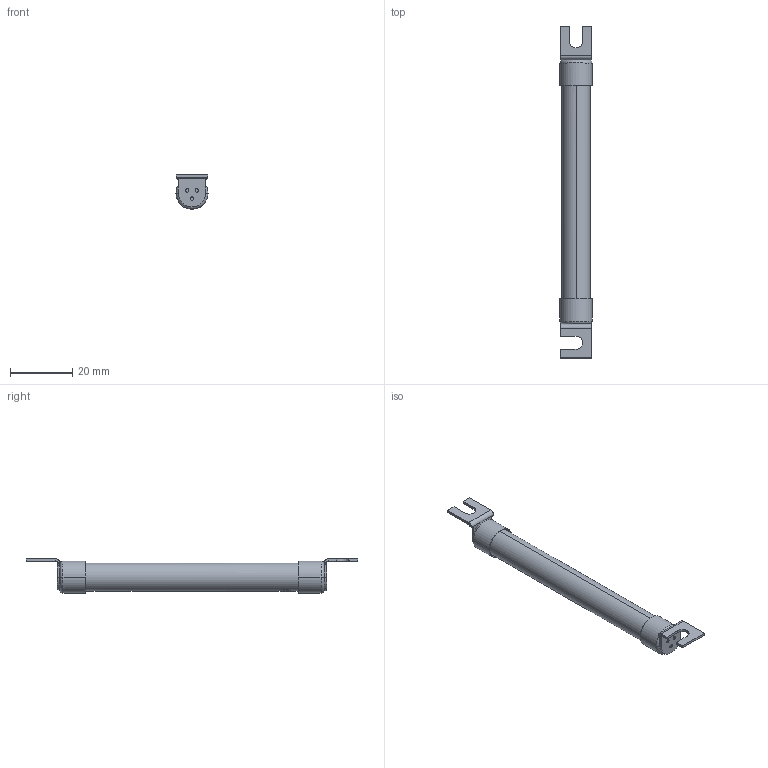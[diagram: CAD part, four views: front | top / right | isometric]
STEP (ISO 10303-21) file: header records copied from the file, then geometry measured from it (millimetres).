
FILE_DESCRIPTION((''),'2;1');
FILE_NAME('002625210_CH10X85_SU_GPV_2A-150_ASM','2022-01-05T07:33:25',('marketing.praksa'),('Audax d.o.o.'),'CREO PARAMETRIC BY PTC INC, 2021304','CREO PARAMETRIC BY PTC INC, 2021304','');
FILE_SCHEMA(('AP242_MANAGED_MODEL_BASED_3D_ENGINEERING_MIM_LF { 1 0 10303 442 1 1 4 }'));
Products named in the file (9): 0000011142_1_1_1_1_1_1_1_1; BODY_1_1_1; PRT9552_1_1_1_1_1; PRT9552_1_2_1_1_1; PRT9552_1_3_1_1_1; PRT9552_1_ASM_1_ASM_1_ASM_1_ASM; 0000029059_1_1_1_1_1; 0000029060_1_1_1_1_2_1; 002625210_CH10X85_SU_GPV_2A-150_ASM
Assembly tree (9 placements, depth 3):
  002625210_CH10X85_SU_GPV_2A-150_ASM
    0000011142_1_1_1_1_1_1_1_1  x2
    BODY_1_1_1
    PRT9552_1_ASM_1_ASM_1_ASM_1_ASM
      PRT9552_1_1_1_1_1
      PRT9552_1_2_1_1_1
      PRT9552_1_3_1_1_1
    0000029059_1_1_1_1_1
    0000029060_1_1_1_1_2_1
Bounding box: 10.3 x 106.8 x 11.05 mm (x, y, z)
Volume: 5961 mm3; surface area: 4482.1 mm2
Topology: 8 solids, 8 shells, 223 faces, 592 edges, 401 vertices
Faces by surface type: plane 102, cylinder 97, torus 20, cone 4
Entity records: 9715 total; most frequent: CARTESIAN_POINT 1666, ORIENTED_EDGE 1108, DIRECTION 1097, PRESENTATION_STYLE_ASSIGNMENT 561, STYLED_ITEM 561, PRESENTATION_LAYER_ASSIGNMENT 560, CURVE_STYLE 554, EDGE_CURVE 554
